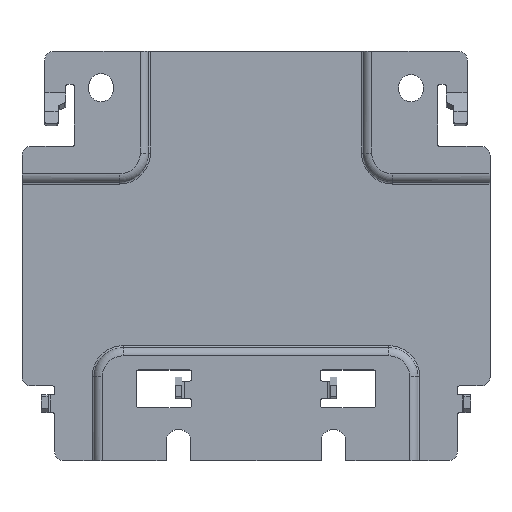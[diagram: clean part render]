
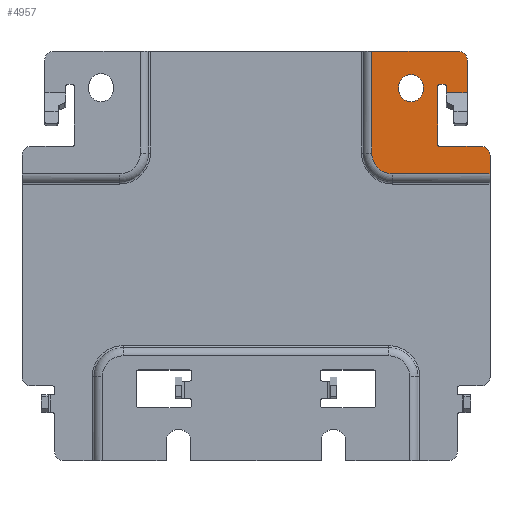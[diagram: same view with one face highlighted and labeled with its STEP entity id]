
A CAD part, top view. The second image highlights one B-rep face of the part: STEP entity #4957.
In plain terms, the highlighted planar face has unit normal (0, 0, 1).
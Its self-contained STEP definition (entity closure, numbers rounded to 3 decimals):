
#853=DIRECTION('',(1.,0.,0.));
#854=VECTOR('',#853,22.);
#855=CARTESIAN_POINT('',(83.7,64.791,3.));
#856=LINE('',#855,#854);
#939=CARTESIAN_POINT('',(94.35,84.5,3.));
#940=DIRECTION('',(0.,0.,-1.));
#941=DIRECTION('',(-1.,0.,0.));
#942=AXIS2_PLACEMENT_3D('',#939,#940,#941);
#944=DIRECTION('',(0.,1.,0.));
#945=VECTOR('',#944,13.);
#946=CARTESIAN_POINT('',(93.85,71.5,3.));
#947=LINE('',#946,#945);
#948=CARTESIAN_POINT('',(94.35,71.5,3.));
#949=DIRECTION('',(0.,0.,-1.));
#950=DIRECTION('',(0.,-1.,0.));
#951=AXIS2_PLACEMENT_3D('',#948,#949,#950);
#953=DIRECTION('',(-1.,0.,0.));
#954=VECTOR('',#953,9.35);
#955=CARTESIAN_POINT('',(103.7,71.,3.));
#956=LINE('',#955,#954);
#957=CARTESIAN_POINT('',(103.7,69.,3.));
#958=DIRECTION('',(0.,0.,1.));
#959=DIRECTION('',(1.,0.,0.));
#960=AXIS2_PLACEMENT_3D('',#957,#958,#959);
#962=DIRECTION('',(0.,1.,0.));
#963=VECTOR('',#962,4.209);
#964=CARTESIAN_POINT('',(105.7,64.791,3.));
#965=LINE('',#964,#963);
#966=CARTESIAN_POINT('',(83.7,69.5,3.));
#967=DIRECTION('',(0.,0.,1.));
#968=DIRECTION('',(-1.,0.,0.));
#969=AXIS2_PLACEMENT_3D('',#966,#967,#968);
#971=CARTESIAN_POINT('',(98.55,90.5,3.));
#972=DIRECTION('',(0.,0.,1.));
#973=DIRECTION('',(1.,0.,0.));
#974=AXIS2_PLACEMENT_3D('',#971,#972,#973);
#976=CARTESIAN_POINT('',(95.35,84.5,3.));
#977=DIRECTION('',(0.,0.,-1.));
#978=DIRECTION('',(0.,1.,0.));
#979=AXIS2_PLACEMENT_3D('',#976,#977,#978);
#981=CARTESIAN_POINT('',(87.85,84.4,3.));
#982=DIRECTION('',(0.,0.,-1.));
#983=DIRECTION('',(-1.,0.,0.));
#984=AXIS2_PLACEMENT_3D('',#981,#982,#983);
#986=CARTESIAN_POINT('',(87.85,83.9,3.));
#987=DIRECTION('',(0.,0.,-1.));
#988=DIRECTION('',(1.,0.,0.));
#989=AXIS2_PLACEMENT_3D('',#986,#987,#988);
#991=DIRECTION('',(1.,0.,0.));
#992=VECTOR('',#991,1.);
#993=CARTESIAN_POINT('',(94.35,85.,3.));
#994=LINE('',#993,#992);
#1015=DIRECTION('',(0.,-1.,0.));
#1016=VECTOR('',#1015,1.372);
#1017=CARTESIAN_POINT('',(95.85,84.5,3.));
#1018=LINE('',#1017,#1016);
#1113=DIRECTION('',(-1.,0.,0.));
#1114=VECTOR('',#1113,4.7);
#1115=CARTESIAN_POINT('',(100.55,83.128,3.));
#1116=LINE('',#1115,#1114);
#1259=DIRECTION('',(0.,-1.,0.));
#1260=VECTOR('',#1259,7.372);
#1261=CARTESIAN_POINT('',(100.55,90.5,3.));
#1262=LINE('',#1261,#1260);
#1271=DIRECTION('',(1.,0.,0.));
#1272=VECTOR('',#1271,19.559);
#1273=CARTESIAN_POINT('',(78.991,92.5,3.));
#1274=LINE('',#1273,#1272);
#1293=DIRECTION('',(0.,-1.,0.));
#1294=VECTOR('',#1293,23.);
#1295=CARTESIAN_POINT('',(78.991,92.5,3.));
#1296=LINE('',#1295,#1294);
#2073=DIRECTION('',(0.,-1.,0.));
#2074=VECTOR('',#2073,0.5);
#2075=CARTESIAN_POINT('',(85.05,84.4,3.));
#2076=LINE('',#2075,#2074);
#2089=DIRECTION('',(0.,-1.,0.));
#2090=VECTOR('',#2089,0.5);
#2091=CARTESIAN_POINT('',(90.65,84.4,3.));
#2092=LINE('',#2091,#2090);
#3163=CARTESIAN_POINT('',(105.7,64.791,3.));
#3165=VERTEX_POINT('',#3163);
#3167=CARTESIAN_POINT('',(83.7,64.791,3.));
#3168=VERTEX_POINT('',#3167);
#3170=CARTESIAN_POINT('',(105.7,69.,3.));
#3172=VERTEX_POINT('',#3170);
#3179=CARTESIAN_POINT('',(103.7,71.,3.));
#3180=VERTEX_POINT('',#3179);
#3215=CARTESIAN_POINT('',(93.85,71.5,3.));
#3216=VERTEX_POINT('',#3215);
#3217=CARTESIAN_POINT('',(93.85,84.5,3.));
#3218=VERTEX_POINT('',#3217);
#3219=CARTESIAN_POINT('',(94.35,71.,3.));
#3220=VERTEX_POINT('',#3219);
#3221=CARTESIAN_POINT('',(94.35,85.,3.));
#3222=CARTESIAN_POINT('',(95.35,85.,3.));
#3223=VERTEX_POINT('',#3221);
#3224=VERTEX_POINT('',#3222);
#3225=CARTESIAN_POINT('',(78.991,69.5,3.));
#3226=VERTEX_POINT('',#3225);
#3227=CARTESIAN_POINT('',(78.991,92.5,3.));
#3228=VERTEX_POINT('',#3227);
#3229=CARTESIAN_POINT('',(98.55,92.5,3.));
#3230=VERTEX_POINT('',#3229);
#3231=CARTESIAN_POINT('',(100.55,90.5,3.));
#3232=VERTEX_POINT('',#3231);
#3233=CARTESIAN_POINT('',(100.55,83.128,3.));
#3234=VERTEX_POINT('',#3233);
#3235=CARTESIAN_POINT('',(95.85,83.128,3.));
#3236=VERTEX_POINT('',#3235);
#3237=CARTESIAN_POINT('',(95.85,84.5,3.));
#3238=VERTEX_POINT('',#3237);
#3239=CARTESIAN_POINT('',(85.05,84.4,3.));
#3240=CARTESIAN_POINT('',(90.65,84.4,3.));
#3241=VERTEX_POINT('',#3239);
#3242=VERTEX_POINT('',#3240);
#3243=CARTESIAN_POINT('',(85.05,83.9,3.));
#3244=VERTEX_POINT('',#3243);
#3245=CARTESIAN_POINT('',(90.65,83.9,3.));
#3246=VERTEX_POINT('',#3245);
#4914=CARTESIAN_POINT('',(92.346,78.646,3.));
#4915=DIRECTION('',(0.,0.,1.));
#4916=DIRECTION('',(1.,0.,0.));
#4917=AXIS2_PLACEMENT_3D('',#4914,#4915,#4916);
#4918=PLANE('',#4917);
#4920=ORIENTED_EDGE('',*,*,#4919,.F.);
#4922=ORIENTED_EDGE('',*,*,#4921,.F.);
#4923=ORIENTED_EDGE('',*,*,#4879,.F.);
#4924=ORIENTED_EDGE('',*,*,#4896,.F.);
#4925=ORIENTED_EDGE('',*,*,#4909,.F.);
#4926=ORIENTED_EDGE('',*,*,#4817,.F.);
#4927=ORIENTED_EDGE('',*,*,#4804,.F.);
#4928=ORIENTED_EDGE('',*,*,#4785,.F.);
#4930=ORIENTED_EDGE('',*,*,#4929,.F.);
#4932=ORIENTED_EDGE('',*,*,#4931,.F.);
#4934=ORIENTED_EDGE('',*,*,#4933,.T.);
#4936=ORIENTED_EDGE('',*,*,#4935,.F.);
#4938=ORIENTED_EDGE('',*,*,#4937,.T.);
#4940=ORIENTED_EDGE('',*,*,#4939,.T.);
#4942=ORIENTED_EDGE('',*,*,#4941,.F.);
#4944=ORIENTED_EDGE('',*,*,#4943,.F.);
#4945=EDGE_LOOP('',(#4920,#4922,#4923,#4924,#4925,#4926,#4927,#4928,#4930,#4932,
#4934,#4936,#4938,#4940,#4942,#4944));
#4946=FACE_OUTER_BOUND('',#4945,.F.);
#4948=ORIENTED_EDGE('',*,*,#4947,.F.);
#4950=ORIENTED_EDGE('',*,*,#4949,.T.);
#4952=ORIENTED_EDGE('',*,*,#4951,.F.);
#4954=ORIENTED_EDGE('',*,*,#4953,.F.);
#4955=EDGE_LOOP('',(#4948,#4950,#4952,#4954));
#4956=FACE_BOUND('',#4955,.F.);
#4957=ADVANCED_FACE('',(#4946,#4956),#4918,.T.);
#943=CIRCLE('',#942,0.5);
#952=CIRCLE('',#951,0.5);
#961=CIRCLE('',#960,2.);
#970=CIRCLE('',#969,4.709);
#975=CIRCLE('',#974,2.);
#980=CIRCLE('',#979,0.5);
#985=CIRCLE('',#984,2.8);
#990=CIRCLE('',#989,2.8);
#4785=EDGE_CURVE('',#3168,#3165,#856,.T.);
#4804=EDGE_CURVE('',#3165,#3172,#965,.T.);
#4817=EDGE_CURVE('',#3172,#3180,#961,.T.);
#4879=EDGE_CURVE('',#3216,#3218,#947,.T.);
#4896=EDGE_CURVE('',#3220,#3216,#952,.T.);
#4909=EDGE_CURVE('',#3180,#3220,#956,.T.);
#4919=EDGE_CURVE('',#3223,#3224,#994,.T.);
#4921=EDGE_CURVE('',#3218,#3223,#943,.T.);
#4929=EDGE_CURVE('',#3226,#3168,#970,.T.);
#4931=EDGE_CURVE('',#3228,#3226,#1296,.T.);
#4933=EDGE_CURVE('',#3228,#3230,#1274,.T.);
#4935=EDGE_CURVE('',#3232,#3230,#975,.T.);
#4937=EDGE_CURVE('',#3232,#3234,#1262,.T.);
#4939=EDGE_CURVE('',#3234,#3236,#1116,.T.);
#4941=EDGE_CURVE('',#3238,#3236,#1018,.T.);
#4943=EDGE_CURVE('',#3224,#3238,#980,.T.);
#4947=EDGE_CURVE('',#3241,#3242,#985,.T.);
#4949=EDGE_CURVE('',#3241,#3244,#2076,.T.);
#4951=EDGE_CURVE('',#3246,#3244,#990,.T.);
#4953=EDGE_CURVE('',#3242,#3246,#2092,.T.);
